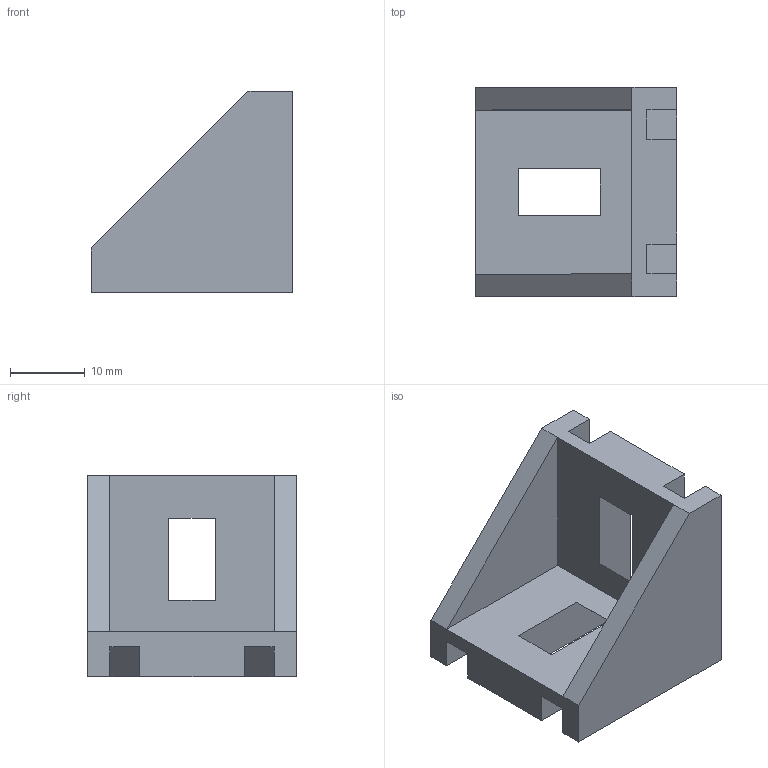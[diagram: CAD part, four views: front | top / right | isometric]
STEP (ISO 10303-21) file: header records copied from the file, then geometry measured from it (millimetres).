
FILE_DESCRIPTION((''),'2;1');
FILE_NAME('boschgusset30.stp','2002-01-28T21:21:52',('Administrator'),(''),'Autodesk Inventor (tm) 3.0','Autodesk Inventor (tm) 3.0','');
FILE_SCHEMA(('CONFIG_CONTROL_DESIGN'));
Length unit declared in the file: millimetre
Products named in the file (1): boschgusset30
Bounding box: 27 x 28 x 27 mm (x, y, z)
Volume: 8209 mm3; surface area: 4601.7 mm2
Topology: 1 solids, 1 shells, 32 faces, 86 edges, 56 vertices
Faces by surface type: plane 32
Entity records: 1081 total; most frequent: CARTESIAN_POINT 175, ORIENTED_EDGE 172, DIRECTION 152, VECTOR 86, LINE 86, EDGE_CURVE 86, VERTEX_POINT 56, EDGE_LOOP 36
